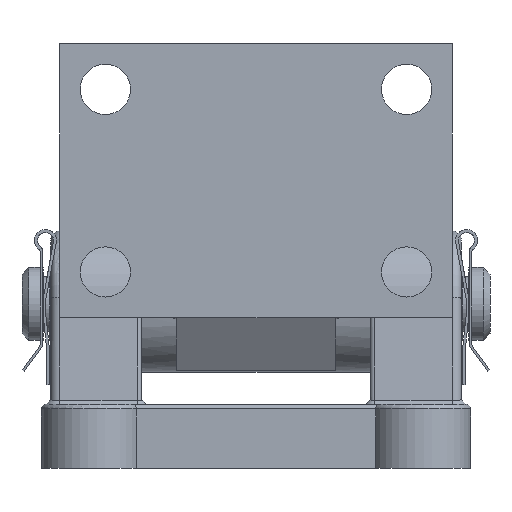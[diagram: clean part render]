
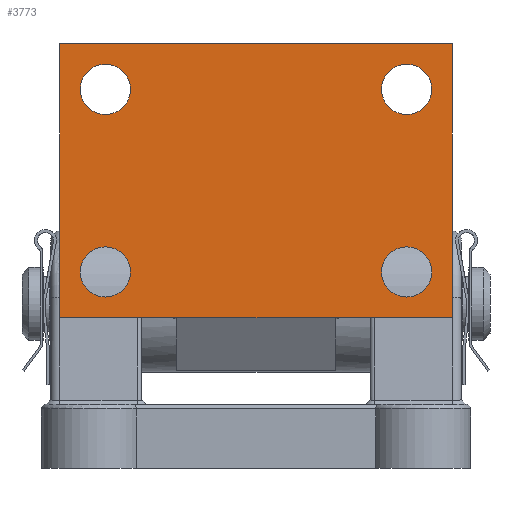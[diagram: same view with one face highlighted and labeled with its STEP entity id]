
A CAD part, front view. The second image highlights one B-rep face of the part: STEP entity #3773.
In plain terms, the highlighted face is planar.
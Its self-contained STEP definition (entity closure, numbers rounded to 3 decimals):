
#10 = CARTESIAN_POINT ( 'NONE',  ( 0., 86., 0. ) ) ;
#15 = CARTESIAN_POINT ( 'NONE',  ( 4.5, 76., 0. ) ) ;
#120 = CARTESIAN_POINT ( 'NONE',  ( 60., 0., 0. ) ) ;
#127 = CARTESIAN_POINT ( 'NONE',  ( 60., 86., 0. ) ) ;
#133 = CARTESIAN_POINT ( 'NONE',  ( 44.5, 76., 0. ) ) ;
#134 = CARTESIAN_POINT ( 'NONE',  ( 4.5, 10., 0. ) ) ;
#238 = VERTEX_POINT ( 'NONE', #120 ) ;
#250 = VERTEX_POINT ( 'NONE', #127 ) ;
#257 = VERTEX_POINT ( 'NONE', #133 ) ;
#258 = VERTEX_POINT ( 'NONE', #134 ) ;
#266 = VERTEX_POINT ( 'NONE', #288 ) ;
#269 = VERTEX_POINT ( 'NONE', #10 ) ;
#276 = VERTEX_POINT ( 'NONE', #15 ) ;
#288 = CARTESIAN_POINT ( 'NONE',  ( 44.5, 10., 0. ) ) ;
#301 = VERTEX_POINT ( 'NONE', #975 ) ;
#318 = VERTEX_POINT ( 'NONE', #662 ) ;
#322 = VERTEX_POINT ( 'NONE', #716 ) ;
#329 = VERTEX_POINT ( 'NONE', #685 ) ;
#411 = VERTEX_POINT ( 'NONE', #537 ) ;
#537 = CARTESIAN_POINT ( 'NONE',  ( 0., 0., 0. ) ) ;
#569 = DIRECTION ( 'NONE',  ( 0., 0., -1. ) ) ;
#662 = CARTESIAN_POINT ( 'NONE',  ( 15.5, 10., 0. ) ) ;
#685 = CARTESIAN_POINT ( 'NONE',  ( 15.5, 76., 0. ) ) ;
#716 = CARTESIAN_POINT ( 'NONE',  ( 55.5, 76., 0. ) ) ;
#770 = DIRECTION ( 'NONE',  ( -1., 0., 0. ) ) ;
#845 = CARTESIAN_POINT ( 'NONE',  ( 0., 86., 0. ) ) ;
#975 = CARTESIAN_POINT ( 'NONE',  ( 55.5, 10., 0. ) ) ;
#979 = PLANE ( 'NONE',  #5194 ) ;
#1149 = FACE_BOUND ( 'NONE', #6690, .T. ) ;
#1151 = FACE_BOUND ( 'NONE', #6666, .T. ) ;
#1152 = FACE_BOUND ( 'NONE', #6648, .T. ) ;
#1153 = FACE_OUTER_BOUND ( 'NONE', #6696, .T. ) ;
#1155 = FACE_BOUND ( 'NONE', #6711, .T. ) ;
#1501 = CIRCLE ( 'NONE', #1730, 5.5 ) ;
#1518 = CIRCLE ( 'NONE', #1734, 5.5 ) ;
#1528 = CIRCLE ( 'NONE', #1729, 5.5 ) ;
#1545 = LINE ( 'NONE', #5680, #1546 ) ;
#1546 = VECTOR ( 'NONE', #5679, 1000. ) ;
#1551 = LINE ( 'NONE', #5664, #1555 ) ;
#1553 = CIRCLE ( 'NONE', #1742, 5.5 ) ;
#1555 = VECTOR ( 'NONE', #5637, 1000. ) ;
#1556 = CIRCLE ( 'NONE', #1748, 5.5 ) ;
#1596 = LINE ( 'NONE', #5642, #1597 ) ;
#1597 = VECTOR ( 'NONE', #5641, 1000. ) ;
#1603 = CIRCLE ( 'NONE', #1753, 5.5 ) ;
#1604 = LINE ( 'NONE', #5622, #1605 ) ;
#1605 = VECTOR ( 'NONE', #5691, 1000. ) ;
#1729 = AXIS2_PLACEMENT_3D ( 'NONE', #3591, #3589, #3588 ) ;
#1730 = AXIS2_PLACEMENT_3D ( 'NONE', #3677, #3676, #3674 ) ;
#1734 = AXIS2_PLACEMENT_3D ( 'NONE', #3619, #3618, #3617 ) ;
#1742 = AXIS2_PLACEMENT_3D ( 'NONE', #5671, #5669, #5670 ) ;
#1748 = AXIS2_PLACEMENT_3D ( 'NONE', #5674, #5665, #5663 ) ;
#1753 = AXIS2_PLACEMENT_3D ( 'NONE', #5581, #5565, #5656 ) ;
#1777 = AXIS2_PLACEMENT_3D ( 'NONE', #4244, #4243, #4242 ) ;
#1785 = AXIS2_PLACEMENT_3D ( 'NONE', #4142, #4141, #4140 ) ;
#2586 = CIRCLE ( 'NONE', #1777, 5.5 ) ;
#2624 = CIRCLE ( 'NONE', #1785, 5.5 ) ;
#3588 = DIRECTION ( 'NONE',  ( 1., 0., 0. ) ) ;
#3589 = DIRECTION ( 'NONE',  ( 0., 0., 1. ) ) ;
#3591 = CARTESIAN_POINT ( 'NONE',  ( 50., 10., 0. ) ) ;
#3617 = DIRECTION ( 'NONE',  ( 1., 0., 0. ) ) ;
#3618 = DIRECTION ( 'NONE',  ( 0., 0., 1. ) ) ;
#3619 = CARTESIAN_POINT ( 'NONE',  ( 50., 10., 0. ) ) ;
#3674 = DIRECTION ( 'NONE',  ( 1., 0., 0. ) ) ;
#3676 = DIRECTION ( 'NONE',  ( 0., 0., 1. ) ) ;
#3677 = CARTESIAN_POINT ( 'NONE',  ( 10., 10., 0. ) ) ;
#3773 = ADVANCED_FACE ( 'NONE', ( #1151, #1149, #1153, #1155, #1152 ), #979, .T. ) ;
#4055 = EDGE_CURVE ( 'NONE', #258, #318, #1501, .T. ) ;
#4068 = EDGE_CURVE ( 'NONE', #301, #266, #1518, .T. ) ;
#4077 = EDGE_CURVE ( 'NONE', #266, #301, #1528, .T. ) ;
#4090 = EDGE_CURVE ( 'NONE', #250, #269, #1545, .T. ) ;
#4094 = EDGE_CURVE ( 'NONE', #318, #258, #1553, .T. ) ;
#4096 = EDGE_CURVE ( 'NONE', #322, #257, #1556, .T. ) ;
#4105 = EDGE_CURVE ( 'NONE', #411, #238, #1551, .T. ) ;
#4130 = EDGE_CURVE ( 'NONE', #269, #411, #1596, .T. ) ;
#4134 = EDGE_CURVE ( 'NONE', #329, #276, #1603, .T. ) ;
#4136 = EDGE_CURVE ( 'NONE', #238, #250, #1604, .T. ) ;
#4140 = DIRECTION ( 'NONE',  ( 1., 0., 0. ) ) ;
#4141 = DIRECTION ( 'NONE',  ( 0., 0., 1. ) ) ;
#4142 = CARTESIAN_POINT ( 'NONE',  ( 50., 76., 0. ) ) ;
#4242 = DIRECTION ( 'NONE',  ( 1., 0., 0. ) ) ;
#4243 = DIRECTION ( 'NONE',  ( 0., 0., 1. ) ) ;
#4244 = CARTESIAN_POINT ( 'NONE',  ( 10., 76., 0. ) ) ;
#5194 = AXIS2_PLACEMENT_3D ( 'NONE', #845, #569, #770 ) ;
#5262 = ORIENTED_EDGE ( 'NONE', *, *, #4134, .T. ) ;
#5278 = ORIENTED_EDGE ( 'NONE', *, *, #4077, .T. ) ;
#5289 = ORIENTED_EDGE ( 'NONE', *, *, #4136, .F. ) ;
#5309 = ORIENTED_EDGE ( 'NONE', *, *, #4130, .F. ) ;
#5312 = ORIENTED_EDGE ( 'NONE', *, *, #6187, .T. ) ;
#5319 = ORIENTED_EDGE ( 'NONE', *, *, #4094, .T. ) ;
#5320 = ORIENTED_EDGE ( 'NONE', *, *, #6217, .T. ) ;
#5321 = ORIENTED_EDGE ( 'NONE', *, *, #4096, .T. ) ;
#5512 = ORIENTED_EDGE ( 'NONE', *, *, #4105, .F. ) ;
#5524 = ORIENTED_EDGE ( 'NONE', *, *, #4090, .F. ) ;
#5565 = DIRECTION ( 'NONE',  ( 0., 0., 1. ) ) ;
#5579 = ORIENTED_EDGE ( 'NONE', *, *, #4068, .T. ) ;
#5581 = CARTESIAN_POINT ( 'NONE',  ( 10., 76., 0. ) ) ;
#5611 = ORIENTED_EDGE ( 'NONE', *, *, #4055, .T. ) ;
#5622 = CARTESIAN_POINT ( 'NONE',  ( 60., 0., 0. ) ) ;
#5637 = DIRECTION ( 'NONE',  ( 1., 0., 0. ) ) ;
#5641 = DIRECTION ( 'NONE',  ( 0., -1., 0. ) ) ;
#5642 = CARTESIAN_POINT ( 'NONE',  ( 0., 0., 0. ) ) ;
#5656 = DIRECTION ( 'NONE',  ( 1., 0., 0. ) ) ;
#5663 = DIRECTION ( 'NONE',  ( 1., 0., 0. ) ) ;
#5664 = CARTESIAN_POINT ( 'NONE',  ( 0., 0., 0. ) ) ;
#5665 = DIRECTION ( 'NONE',  ( 0., 0., 1. ) ) ;
#5669 = DIRECTION ( 'NONE',  ( 0., 0., 1. ) ) ;
#5670 = DIRECTION ( 'NONE',  ( 1., 0., 0. ) ) ;
#5671 = CARTESIAN_POINT ( 'NONE',  ( 10., 10., 0. ) ) ;
#5674 = CARTESIAN_POINT ( 'NONE',  ( 50., 76., 0. ) ) ;
#5679 = DIRECTION ( 'NONE',  ( -1., 0., 0. ) ) ;
#5680 = CARTESIAN_POINT ( 'NONE',  ( 0., 86., 0. ) ) ;
#5691 = DIRECTION ( 'NONE',  ( 0., 1., 0. ) ) ;
#6187 = EDGE_CURVE ( 'NONE', #276, #329, #2586, .T. ) ;
#6217 = EDGE_CURVE ( 'NONE', #257, #322, #2624, .T. ) ;
#6648 = EDGE_LOOP ( 'NONE', ( #5579, #5278 ) ) ;
#6666 = EDGE_LOOP ( 'NONE', ( #5321, #5320 ) ) ;
#6690 = EDGE_LOOP ( 'NONE', ( #5262, #5312 ) ) ;
#6696 = EDGE_LOOP ( 'NONE', ( #5309, #5524, #5289, #5512 ) ) ;
#6711 = EDGE_LOOP ( 'NONE', ( #5319, #5611 ) ) ;
